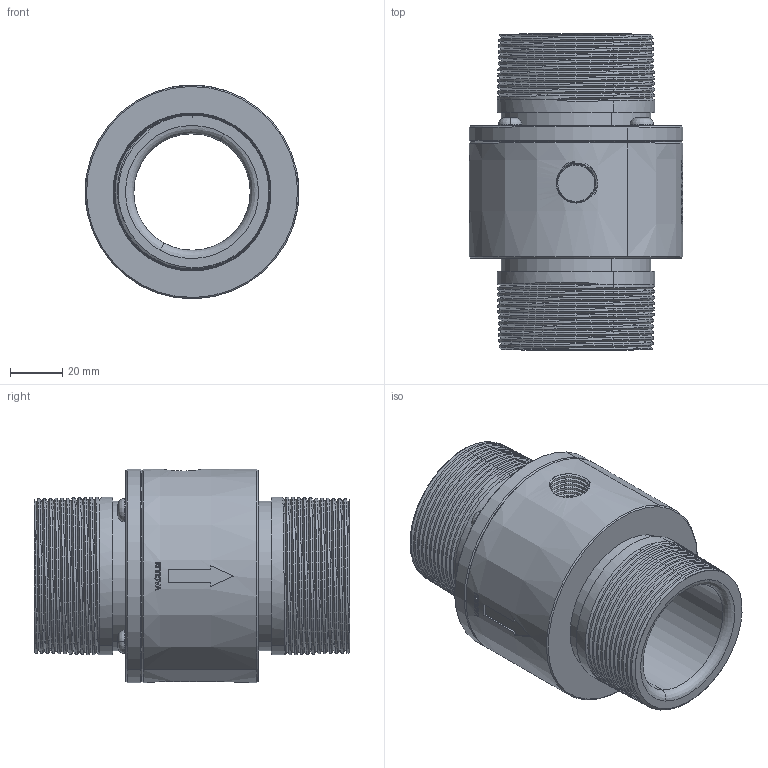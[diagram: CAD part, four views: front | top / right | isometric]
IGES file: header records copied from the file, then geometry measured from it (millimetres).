
Start section: START RECORD GO HERE.
Global section: file name: 30004-T_Mod.igs; native system: DASSAULT SYSTEMES CATIA V5 R20 - www.3ds.com; preprocessor: CATIA Version 5 Release 20 ; author: DESIGNENG; organization: DESIGNENG; date: 20150507.115337; units: millimetre
Bounding box: 81.57 x 120.58 x 81.57 mm (x, y, z)
Volume: 259751 mm3; surface area: 58452.3 mm2
Topology: 1 solids, 1 shells, 799 faces, 2174 edges, 1423 vertices
Faces by surface type: plane 330, extrusion 224, bspline 129, revolution 116
